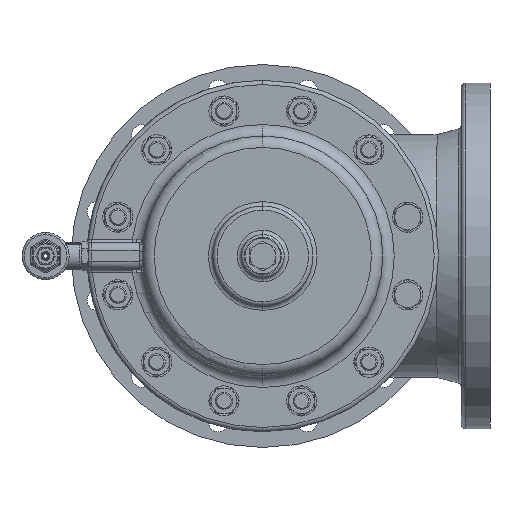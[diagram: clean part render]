
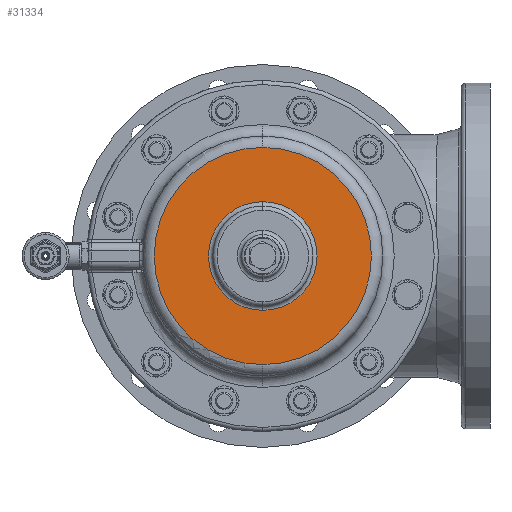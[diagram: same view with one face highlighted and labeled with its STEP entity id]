
A CAD part, front view. The second image highlights one B-rep face of the part: STEP entity #31334.
In plain terms, the highlighted planar face has unit normal (0, -1, 0).
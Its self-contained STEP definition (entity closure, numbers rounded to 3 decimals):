
#20763 = FACE_BOUND ( 'NONE', #64529, .T. ) ;
#20786 = FACE_OUTER_BOUND ( 'NONE', #64317, .T. ) ;
#24999 = EDGE_CURVE ( 'NONE', #65072, #65188, #69620, .T. ) ;
#25016 = EDGE_CURVE ( 'NONE', #64963, #64958, #69591, .T. ) ;
#28848 = CARTESIAN_POINT ( 'NONE',  ( 0., -304., 0. ) ) ;
#28852 = DIRECTION ( 'NONE',  ( 0., -1., 0. ) ) ;
#28854 = DIRECTION ( 'NONE',  ( 0., 0., -1. ) ) ;
#28915 = CARTESIAN_POINT ( 'NONE',  ( 0., -304., 0. ) ) ;
#28917 = DIRECTION ( 'NONE',  ( 0., 1., 0. ) ) ;
#28919 = DIRECTION ( 'NONE',  ( 0., 0., -1. ) ) ;
#29234 = CIRCLE ( 'NONE', #54187, 76. ) ;
#29241 = CIRCLE ( 'NONE', #54182, 38. ) ;
#31334 = ADVANCED_FACE ( 'NONE', ( #20763, #20786 ), #38758, .F. ) ;
#33915 = ORIENTED_EDGE ( 'NONE', *, *, #42434, .T. ) ;
#33916 = ORIENTED_EDGE ( 'NONE', *, *, #25016, .T. ) ;
#33917 = ORIENTED_EDGE ( 'NONE', *, *, #42441, .T. ) ;
#33918 = ORIENTED_EDGE ( 'NONE', *, *, #24999, .T. ) ;
#38758 = PLANE ( 'NONE',  #59974 ) ;
#38760 = DIRECTION ( 'NONE',  ( 0., 1., 0. ) ) ;
#38761 = DIRECTION ( 'NONE',  ( 0., 0., -1. ) ) ;
#40408 = CARTESIAN_POINT ( 'NONE',  ( 84., -304., 0. ) ) ;
#42434 = EDGE_CURVE ( 'NONE', #64958, #64963, #29234, .T. ) ;
#42441 = EDGE_CURVE ( 'NONE', #65188, #65072, #29241, .T. ) ;
#49834 = AXIS2_PLACEMENT_3D ( 'NONE', #50271, #50307, #50272 ) ;
#49843 = AXIS2_PLACEMENT_3D ( 'NONE', #55299, #55306, #55308 ) ;
#50271 = CARTESIAN_POINT ( 'NONE',  ( 0., -304., 0. ) ) ;
#50272 = DIRECTION ( 'NONE',  ( 0., 0., -1. ) ) ;
#50307 = DIRECTION ( 'NONE',  ( 0., 1., 0. ) ) ;
#54182 = AXIS2_PLACEMENT_3D ( 'NONE', #28915, #28917, #28919 ) ;
#54187 = AXIS2_PLACEMENT_3D ( 'NONE', #28848, #28852, #28854 ) ;
#55299 = CARTESIAN_POINT ( 'NONE',  ( 0., -304., 0. ) ) ;
#55306 = DIRECTION ( 'NONE',  ( 0., -1., 0. ) ) ;
#55308 = DIRECTION ( 'NONE',  ( 0., 0., -1. ) ) ;
#59974 = AXIS2_PLACEMENT_3D ( 'NONE', #40408, #38760, #38761 ) ;
#64317 = EDGE_LOOP ( 'NONE', ( #33916, #33915 ) ) ;
#64529 = EDGE_LOOP ( 'NONE', ( #33918, #33917 ) ) ;
#64958 = VERTEX_POINT ( 'NONE', #71612 ) ;
#64963 = VERTEX_POINT ( 'NONE', #71605 ) ;
#65072 = VERTEX_POINT ( 'NONE', #71651 ) ;
#65188 = VERTEX_POINT ( 'NONE', #71813 ) ;
#69591 = CIRCLE ( 'NONE', #49843, 76. ) ;
#69620 = CIRCLE ( 'NONE', #49834, 38. ) ;
#71605 = CARTESIAN_POINT ( 'NONE',  ( 0., -304., -76. ) ) ;
#71612 = CARTESIAN_POINT ( 'NONE',  ( 0., -304., 76. ) ) ;
#71651 = CARTESIAN_POINT ( 'NONE',  ( 0., -304., -38. ) ) ;
#71813 = CARTESIAN_POINT ( 'NONE',  ( 0., -304., 38. ) ) ;
